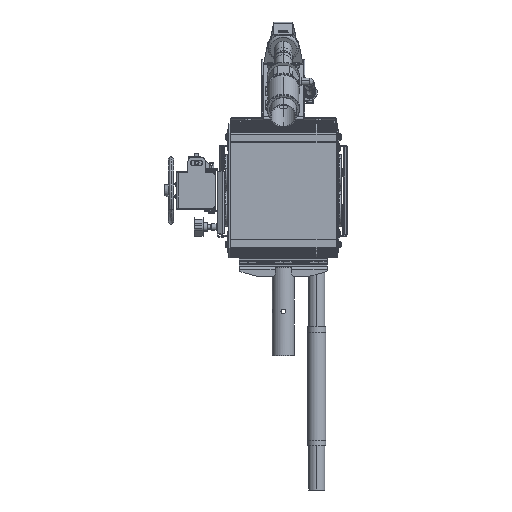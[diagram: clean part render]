
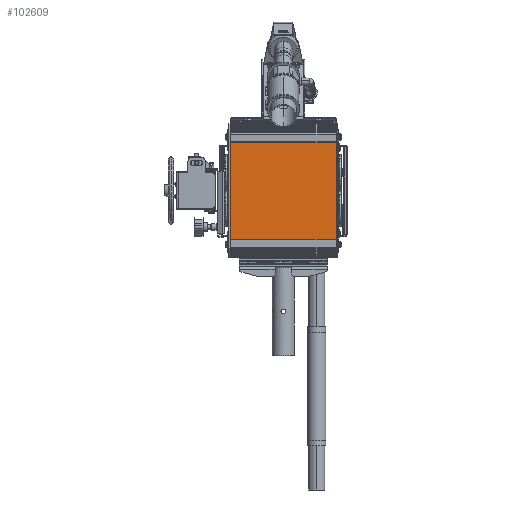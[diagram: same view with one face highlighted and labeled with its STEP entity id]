
A CAD part, front view. The second image highlights one B-rep face of the part: STEP entity #102609.
In plain terms, the highlighted planar face has unit normal (0, -1, 0).
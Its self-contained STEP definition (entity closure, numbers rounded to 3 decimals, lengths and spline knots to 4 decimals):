
#9601 = LINE ( 'NONE', #34328, #56069 ) ;
#11289 = DIRECTION ( 'NONE',  ( 1., 0., 0. ) ) ;
#11765 = CARTESIAN_POINT ( 'NONE',  ( -2.9975, -1.72, 3. ) ) ;
#23999 = DIRECTION ( 'NONE',  ( 0., 0., -1. ) ) ;
#24066 = ORIENTED_EDGE ( 'NONE', *, *, #24808, .T. ) ;
#24808 = EDGE_CURVE ( 'NONE', #44854, #82689, #9601, .T. ) ;
#26471 = EDGE_CURVE ( 'NONE', #82689, #67204, #53112, .T. ) ;
#27037 = VERTEX_POINT ( 'NONE', #115773 ) ;
#29712 = CARTESIAN_POINT ( 'NONE',  ( 0.0025, -1.72, 3. ) ) ;
#34328 = CARTESIAN_POINT ( 'NONE',  ( -2.9975, -1.72, 0. ) ) ;
#34735 = DIRECTION ( 'NONE',  ( 0., 0., -1. ) ) ;
#34754 = EDGE_LOOP ( 'NONE', ( #94125, #24066, #112372, #112607 ) ) ;
#35548 = CARTESIAN_POINT ( 'NONE',  ( 0.0025, -1.72, 0. ) ) ;
#39043 = DIRECTION ( 'NONE',  ( 1., 0., 0. ) ) ;
#39676 = AXIS2_PLACEMENT_3D ( 'NONE', #35548, #100530, #44921 ) ;
#44854 = VERTEX_POINT ( 'NONE', #11765 ) ;
#44921 = DIRECTION ( 'NONE',  ( 0., 0., 1. ) ) ;
#51458 = LINE ( 'NONE', #52032, #100821 ) ;
#52032 = CARTESIAN_POINT ( 'NONE',  ( 3.0025, -1.72, 0. ) ) ;
#53112 = LINE ( 'NONE', #113058, #99582 ) ;
#56069 = VECTOR ( 'NONE', #34735, 39.3701 ) ;
#63139 = PLANE ( 'NONE',  #39676 ) ;
#67204 = VERTEX_POINT ( 'NONE', #104255 ) ;
#74743 = FACE_OUTER_BOUND ( 'NONE', #34754, .T. ) ;
#82689 = VERTEX_POINT ( 'NONE', #109745 ) ;
#94125 = ORIENTED_EDGE ( 'NONE', *, *, #111791, .F. ) ;
#99582 = VECTOR ( 'NONE', #11289, 39.3701 ) ;
#100530 = DIRECTION ( 'NONE',  ( 0., 1., 0. ) ) ;
#100821 = VECTOR ( 'NONE', #23999, 39.3701 ) ;
#101305 = LINE ( 'NONE', #29712, #120000 ) ;
#102609 = ADVANCED_FACE ( 'NONE', ( #74743 ), #63139, .F. ) ;
#104255 = CARTESIAN_POINT ( 'NONE',  ( 3.0025, -1.72, -3. ) ) ;
#105731 = EDGE_CURVE ( 'NONE', #27037, #67204, #51458, .T. ) ;
#109745 = CARTESIAN_POINT ( 'NONE',  ( -2.9975, -1.72, -3. ) ) ;
#111791 = EDGE_CURVE ( 'NONE', #44854, #27037, #101305, .T. ) ;
#112372 = ORIENTED_EDGE ( 'NONE', *, *, #26471, .T. ) ;
#112607 = ORIENTED_EDGE ( 'NONE', *, *, #105731, .F. ) ;
#113058 = CARTESIAN_POINT ( 'NONE',  ( 0.0025, -1.72, -3. ) ) ;
#115773 = CARTESIAN_POINT ( 'NONE',  ( 3.0025, -1.72, 3. ) ) ;
#120000 = VECTOR ( 'NONE', #39043, 39.3701 ) ;
